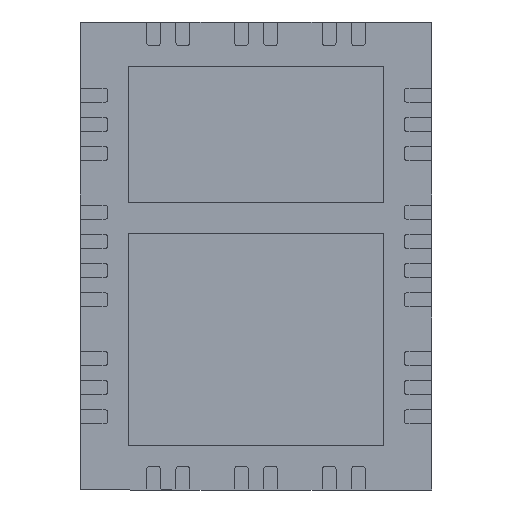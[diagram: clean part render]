
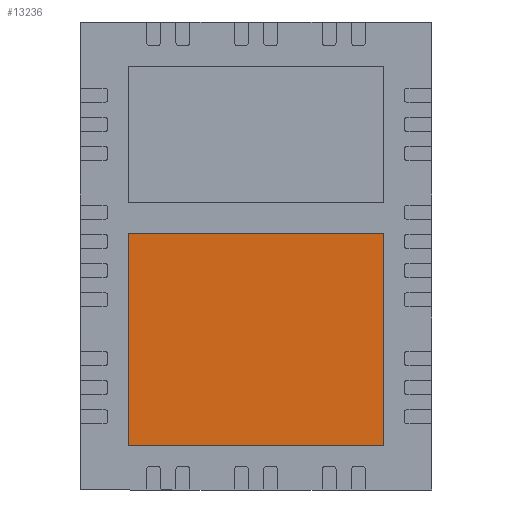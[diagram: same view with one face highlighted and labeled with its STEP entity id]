
A CAD part, front view. The second image highlights one B-rep face of the part: STEP entity #13236.
In plain terms, the highlighted planar face has unit normal (0, -1, 0).
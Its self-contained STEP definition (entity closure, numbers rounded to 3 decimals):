
#247 = VECTOR ( 'NONE', #13045, 1000. ) ;
#476 = CARTESIAN_POINT ( 'NONE',  ( 2.188, -0.05, -3.237 ) ) ;
#1412 = VECTOR ( 'NONE', #5823, 1000. ) ;
#1576 = VERTEX_POINT ( 'NONE', #9169 ) ;
#1929 = LINE ( 'NONE', #12546, #1412 ) ;
#2462 = CARTESIAN_POINT ( 'NONE',  ( -2.187, -0.05, -3.238 ) ) ;
#3360 = ORIENTED_EDGE ( 'NONE', *, *, #12141, .T. ) ;
#3575 = CARTESIAN_POINT ( 'NONE',  ( 0., -0.05, 0. ) ) ;
#4352 = VECTOR ( 'NONE', #10830, 1000. ) ;
#4533 = DIRECTION ( 'NONE',  ( 0., -1., 0. ) ) ;
#4680 = DIRECTION ( 'NONE',  ( 0., 0., -1. ) ) ;
#4723 = PLANE ( 'NONE',  #4802 ) ;
#4802 = AXIS2_PLACEMENT_3D ( 'NONE', #3575, #4533, #4680 ) ;
#5292 = EDGE_LOOP ( 'NONE', ( #7800, #13603, #11469, #3360 ) ) ;
#5823 = DIRECTION ( 'NONE',  ( 1., 0., 0. ) ) ;
#6136 = VERTEX_POINT ( 'NONE', #2462 ) ;
#6528 = LINE ( 'NONE', #10660, #247 ) ;
#7441 = LINE ( 'NONE', #11858, #4352 ) ;
#7800 = ORIENTED_EDGE ( 'NONE', *, *, #8362, .T. ) ;
#8362 = EDGE_CURVE ( 'NONE', #10570, #12757, #7441, .T. ) ;
#8749 = VECTOR ( 'NONE', #12162, 1000. ) ;
#9169 = CARTESIAN_POINT ( 'NONE',  ( -2.187, -0.05, 0.388 ) ) ;
#9458 = CARTESIAN_POINT ( 'NONE',  ( 2.188, -0.05, 0.388 ) ) ;
#9475 = FACE_OUTER_BOUND ( 'NONE', #5292, .T. ) ;
#10570 = VERTEX_POINT ( 'NONE', #476 ) ;
#10660 = CARTESIAN_POINT ( 'NONE',  ( -2.187, -0.05, 0.388 ) ) ;
#10830 = DIRECTION ( 'NONE',  ( 0., 0., 1. ) ) ;
#11469 = ORIENTED_EDGE ( 'NONE', *, *, #14310, .T. ) ;
#11858 = CARTESIAN_POINT ( 'NONE',  ( 2.188, -0.05, -3.237 ) ) ;
#12141 = EDGE_CURVE ( 'NONE', #6136, #10570, #1929, .T. ) ;
#12162 = DIRECTION ( 'NONE',  ( -1., 0., 0. ) ) ;
#12197 = CARTESIAN_POINT ( 'NONE',  ( 2.188, -0.05, 0.388 ) ) ;
#12546 = CARTESIAN_POINT ( 'NONE',  ( -2.187, -0.05, -3.238 ) ) ;
#12757 = VERTEX_POINT ( 'NONE', #9458 ) ;
#13045 = DIRECTION ( 'NONE',  ( 0., 0., -1. ) ) ;
#13236 = ADVANCED_FACE ( 'NONE', ( #9475 ), #4723, .T. ) ;
#13278 = LINE ( 'NONE', #12197, #8749 ) ;
#13497 = EDGE_CURVE ( 'NONE', #12757, #1576, #13278, .T. ) ;
#13603 = ORIENTED_EDGE ( 'NONE', *, *, #13497, .T. ) ;
#14310 = EDGE_CURVE ( 'NONE', #1576, #6136, #6528, .T. ) ;
